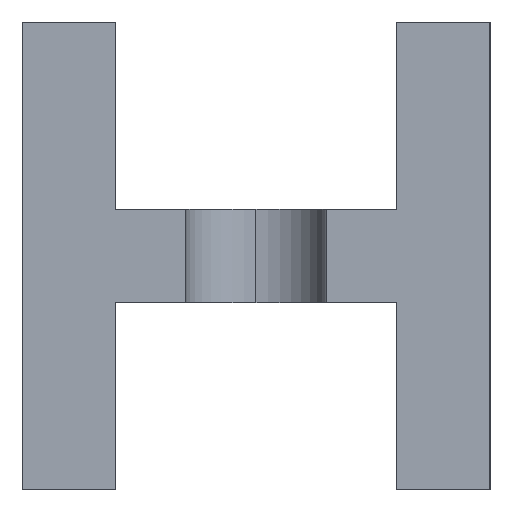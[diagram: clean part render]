
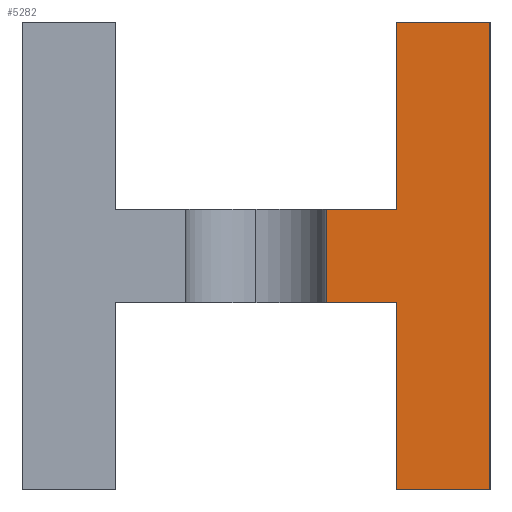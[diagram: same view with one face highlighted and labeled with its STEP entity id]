
A CAD part, left-side view. The second image highlights one B-rep face of the part: STEP entity #5282.
In plain terms, the highlighted planar face has unit normal (-1, 0, 0).
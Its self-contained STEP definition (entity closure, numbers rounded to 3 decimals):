
#292 = VECTOR ( 'NONE', #6412, 1000. ) ;
#388 = CARTESIAN_POINT ( 'NONE',  ( 0., 2., 10. ) ) ;
#492 = DIRECTION ( 'NONE',  ( 0., 0., 1. ) ) ;
#904 = EDGE_CURVE ( 'NONE', #1399, #6408, #4723, .T. ) ;
#984 = CARTESIAN_POINT ( 'NONE',  ( 0., 2., 0. ) ) ;
#1326 = CARTESIAN_POINT ( 'NONE',  ( 0., 3.5, 6. ) ) ;
#1399 = VERTEX_POINT ( 'NONE', #2700 ) ;
#1443 = DIRECTION ( 'NONE',  ( 0., -1., 0. ) ) ;
#1582 = LINE ( 'NONE', #16102, #13114 ) ;
#1902 = CARTESIAN_POINT ( 'NONE',  ( 0., 0., 0. ) ) ;
#2239 = EDGE_CURVE ( 'NONE', #18692, #11365, #1582, .T. ) ;
#2438 = CARTESIAN_POINT ( 'NONE',  ( 0., 3.5, 4. ) ) ;
#2700 = CARTESIAN_POINT ( 'NONE',  ( 0., 2., 10. ) ) ;
#3293 = LINE ( 'NONE', #16389, #14675 ) ;
#3547 = EDGE_CURVE ( 'NONE', #12320, #10003, #5279, .T. ) ;
#4723 = LINE ( 'NONE', #6359, #292 ) ;
#4964 = EDGE_CURVE ( 'NONE', #10003, #16303, #7591, .T. ) ;
#5048 = CARTESIAN_POINT ( 'NONE',  ( 0., 0., 10. ) ) ;
#5279 = LINE ( 'NONE', #18475, #13675 ) ;
#5282 = ADVANCED_FACE ( 'NONE', ( #9784 ), #5713, .T. ) ;
#5375 = ORIENTED_EDGE ( 'NONE', *, *, #4964, .F. ) ;
#5490 = VECTOR ( 'NONE', #14426, 1000. ) ;
#5497 = ORIENTED_EDGE ( 'NONE', *, *, #11926, .F. ) ;
#5539 = DIRECTION ( 'NONE',  ( 0., 0., 1. ) ) ;
#5631 = DIRECTION ( 'NONE',  ( -1., 0., 0. ) ) ;
#5661 = CARTESIAN_POINT ( 'NONE',  ( 0., 0., 0. ) ) ;
#5713 = PLANE ( 'NONE',  #16793 ) ;
#5864 = ORIENTED_EDGE ( 'NONE', *, *, #15500, .F. ) ;
#5994 = ORIENTED_EDGE ( 'NONE', *, *, #3547, .F. ) ;
#6359 = CARTESIAN_POINT ( 'NONE',  ( 0., 0., 10. ) ) ;
#6408 = VERTEX_POINT ( 'NONE', #5048 ) ;
#6412 = DIRECTION ( 'NONE',  ( 0., -1., 0. ) ) ;
#7570 = EDGE_CURVE ( 'NONE', #11365, #9084, #8864, .T. ) ;
#7591 = LINE ( 'NONE', #12571, #11568 ) ;
#7898 = VECTOR ( 'NONE', #1443, 1000. ) ;
#8476 = CARTESIAN_POINT ( 'NONE',  ( 0., 2., 6. ) ) ;
#8660 = ORIENTED_EDGE ( 'NONE', *, *, #7570, .F. ) ;
#8864 = LINE ( 'NONE', #16011, #7898 ) ;
#9084 = VERTEX_POINT ( 'NONE', #8476 ) ;
#9784 = FACE_OUTER_BOUND ( 'NONE', #17409, .T. ) ;
#10003 = VERTEX_POINT ( 'NONE', #984 ) ;
#11365 = VERTEX_POINT ( 'NONE', #1326 ) ;
#11568 = VECTOR ( 'NONE', #12585, 1000. ) ;
#11926 = EDGE_CURVE ( 'NONE', #6408, #12320, #3293, .T. ) ;
#12320 = VERTEX_POINT ( 'NONE', #1902 ) ;
#12571 = CARTESIAN_POINT ( 'NONE',  ( 0., 2., 4. ) ) ;
#12585 = DIRECTION ( 'NONE',  ( 0., 0., 1. ) ) ;
#12614 = CARTESIAN_POINT ( 'NONE',  ( 0., 2., 4. ) ) ;
#13003 = ORIENTED_EDGE ( 'NONE', *, *, #904, .F. ) ;
#13114 = VECTOR ( 'NONE', #16007, 1000. ) ;
#13144 = VECTOR ( 'NONE', #492, 1000. ) ;
#13675 = VECTOR ( 'NONE', #18525, 1000. ) ;
#13775 = ORIENTED_EDGE ( 'NONE', *, *, #2239, .F. ) ;
#14426 = DIRECTION ( 'NONE',  ( 0., 1., 0. ) ) ;
#14668 = CARTESIAN_POINT ( 'NONE',  ( 0., 8., 4. ) ) ;
#14675 = VECTOR ( 'NONE', #16275, 1000. ) ;
#15500 = EDGE_CURVE ( 'NONE', #16303, #18692, #17026, .T. ) ;
#16007 = DIRECTION ( 'NONE',  ( 0., 0., 1. ) ) ;
#16011 = CARTESIAN_POINT ( 'NONE',  ( 0., 2., 6. ) ) ;
#16102 = CARTESIAN_POINT ( 'NONE',  ( 0., 3.5, 4. ) ) ;
#16163 = ORIENTED_EDGE ( 'NONE', *, *, #17111, .F. ) ;
#16275 = DIRECTION ( 'NONE',  ( 0., 0., -1. ) ) ;
#16303 = VERTEX_POINT ( 'NONE', #12614 ) ;
#16389 = CARTESIAN_POINT ( 'NONE',  ( 0., 0., 0. ) ) ;
#16753 = LINE ( 'NONE', #388, #13144 ) ;
#16793 = AXIS2_PLACEMENT_3D ( 'NONE', #5661, #5631, #5539 ) ;
#17026 = LINE ( 'NONE', #14668, #5490 ) ;
#17111 = EDGE_CURVE ( 'NONE', #9084, #1399, #16753, .T. ) ;
#17409 = EDGE_LOOP ( 'NONE', ( #13775, #5864, #5375, #5994, #5497, #13003, #16163, #8660 ) ) ;
#18475 = CARTESIAN_POINT ( 'NONE',  ( 0., 2., 0. ) ) ;
#18525 = DIRECTION ( 'NONE',  ( 0., 1., 0. ) ) ;
#18692 = VERTEX_POINT ( 'NONE', #2438 ) ;
